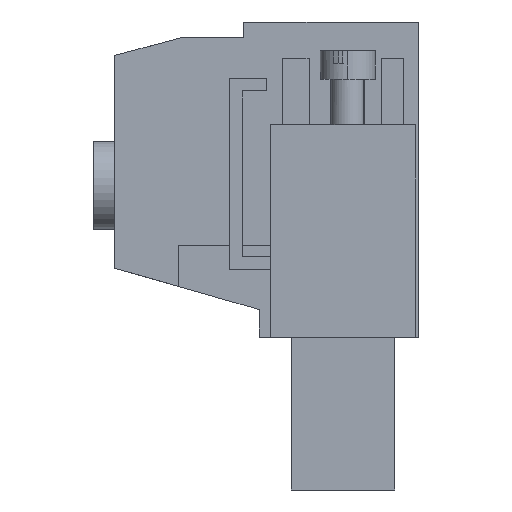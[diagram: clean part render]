
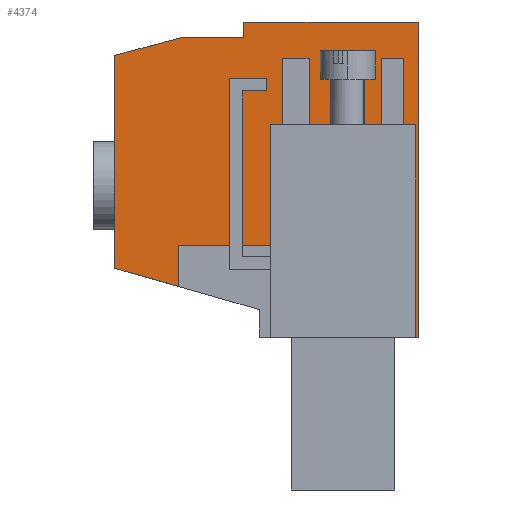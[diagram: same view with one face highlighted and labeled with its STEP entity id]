
A CAD part, left-side view. The second image highlights one B-rep face of the part: STEP entity #4374.
In plain terms, the highlighted planar face has unit normal (-1, 0, 0).
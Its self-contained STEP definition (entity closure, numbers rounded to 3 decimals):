
#4259=AXIS2_PLACEMENT_3D('Plane Axis2P3D',#4256,#4257,#4258) ;
#2061=CARTESIAN_POINT('Vertex',(10.16,0.,14.4)) ;
#2064=CARTESIAN_POINT('Line Origine',(10.16,0.15,14.4)) ;
#2068=CARTESIAN_POINT('Vertex',(10.16,0.3,14.4)) ;
#2117=CARTESIAN_POINT('Vertex',(10.16,2.8,14.4)) ;
#2120=CARTESIAN_POINT('Line Origine',(10.16,7.1,14.4)) ;
#2124=CARTESIAN_POINT('Vertex',(10.16,11.4,14.4)) ;
#3923=CARTESIAN_POINT('Vertex',(10.16,0.,44.1)) ;
#3926=CARTESIAN_POINT('Line Origine',(10.16,0.,29.25)) ;
#4256=CARTESIAN_POINT('Axis2P3D Location',(10.16,0.,0.)) ;
#4261=CARTESIAN_POINT('Line Origine',(10.16,2.8,24.4)) ;
#4265=CARTESIAN_POINT('Vertex',(10.16,2.8,34.4)) ;
#4268=CARTESIAN_POINT('Line Origine',(10.16,1.55,34.4)) ;
#4272=CARTESIAN_POINT('Vertex',(10.16,0.3,34.4)) ;
#4275=CARTESIAN_POINT('Line Origine',(10.16,0.3,24.4)) ;
#4280=CARTESIAN_POINT('Line Origine',(10.16,8.225,44.1)) ;
#4284=CARTESIAN_POINT('Vertex',(10.16,16.45,44.1)) ;
#4287=CARTESIAN_POINT('Line Origine',(10.16,16.45,43.35)) ;
#4291=CARTESIAN_POINT('Vertex',(10.16,16.45,42.6)) ;
#4294=CARTESIAN_POINT('Line Origine',(10.16,19.446,42.6)) ;
#4298=CARTESIAN_POINT('Vertex',(10.16,22.442,42.6)) ;
#4301=CARTESIAN_POINT('Line Origine',(10.16,25.521,41.775)) ;
#4305=CARTESIAN_POINT('Vertex',(10.16,28.6,40.95)) ;
#4308=CARTESIAN_POINT('Line Origine',(10.16,28.6,30.925)) ;
#4312=CARTESIAN_POINT('Vertex',(10.16,28.6,20.9)) ;
#4315=CARTESIAN_POINT('Line Origine',(10.16,25.6,20.04)) ;
#4319=CARTESIAN_POINT('Vertex',(10.16,22.6,19.18)) ;
#4322=CARTESIAN_POINT('Line Origine',(10.16,22.6,21.115)) ;
#4326=CARTESIAN_POINT('Vertex',(10.16,22.6,23.05)) ;
#4329=CARTESIAN_POINT('Line Origine',(10.16,18.25,23.05)) ;
#4333=CARTESIAN_POINT('Vertex',(10.16,13.9,23.05)) ;
#4336=CARTESIAN_POINT('Line Origine',(10.16,13.9,28.725)) ;
#4340=CARTESIAN_POINT('Vertex',(10.16,13.9,34.4)) ;
#4343=CARTESIAN_POINT('Line Origine',(10.16,12.65,34.4)) ;
#4347=CARTESIAN_POINT('Vertex',(10.16,11.4,34.4)) ;
#4350=CARTESIAN_POINT('Line Origine',(10.16,11.4,24.4)) ;
#2065=DIRECTION('Vector Direction',(0.,1.,0.)) ;
#2121=DIRECTION('Vector Direction',(0.,1.,0.)) ;
#3927=DIRECTION('Vector Direction',(0.,0.,-1.)) ;
#4257=DIRECTION('Axis2P3D Direction',(-1.,0.,0.)) ;
#4258=DIRECTION('Axis2P3D XDirection',(0.,0.,1.)) ;
#4262=DIRECTION('Vector Direction',(0.,0.,1.)) ;
#4269=DIRECTION('Vector Direction',(0.,-1.,0.)) ;
#4276=DIRECTION('Vector Direction',(0.,0.,-1.)) ;
#4281=DIRECTION('Vector Direction',(0.,-1.,0.)) ;
#4288=DIRECTION('Vector Direction',(0.,0.,1.)) ;
#4295=DIRECTION('Vector Direction',(0.,-1.,0.)) ;
#4302=DIRECTION('Vector Direction',(0.,-0.966,0.259)) ;
#4309=DIRECTION('Vector Direction',(0.,0.,1.)) ;
#4316=DIRECTION('Vector Direction',(0.,0.961,0.276)) ;
#4323=DIRECTION('Vector Direction',(0.,0.,1.)) ;
#4330=DIRECTION('Vector Direction',(0.,-1.,0.)) ;
#4337=DIRECTION('Vector Direction',(0.,0.,1.)) ;
#4344=DIRECTION('Vector Direction',(0.,-1.,0.)) ;
#4351=DIRECTION('Vector Direction',(0.,0.,1.)) ;
#2066=VECTOR('Line Direction',#2065,1.) ;
#2122=VECTOR('Line Direction',#2121,1.) ;
#3928=VECTOR('Line Direction',#3927,1.) ;
#4263=VECTOR('Line Direction',#4262,1.) ;
#4270=VECTOR('Line Direction',#4269,1.) ;
#4277=VECTOR('Line Direction',#4276,1.) ;
#4282=VECTOR('Line Direction',#4281,1.) ;
#4289=VECTOR('Line Direction',#4288,1.) ;
#4296=VECTOR('Line Direction',#4295,1.) ;
#4303=VECTOR('Line Direction',#4302,1.) ;
#4310=VECTOR('Line Direction',#4309,1.) ;
#4317=VECTOR('Line Direction',#4316,1.) ;
#4324=VECTOR('Line Direction',#4323,1.) ;
#4331=VECTOR('Line Direction',#4330,1.) ;
#4338=VECTOR('Line Direction',#4337,1.) ;
#4345=VECTOR('Line Direction',#4344,1.) ;
#4352=VECTOR('Line Direction',#4351,1.) ;
#4356=ORIENTED_EDGE('',*,*,#4267,.T.) ;
#4357=ORIENTED_EDGE('',*,*,#4274,.F.) ;
#4358=ORIENTED_EDGE('',*,*,#4279,.F.) ;
#4359=ORIENTED_EDGE('',*,*,#2070,.T.) ;
#4360=ORIENTED_EDGE('',*,*,#3930,.T.) ;
#4361=ORIENTED_EDGE('',*,*,#4286,.T.) ;
#4362=ORIENTED_EDGE('',*,*,#4293,.T.) ;
#4363=ORIENTED_EDGE('',*,*,#4300,.T.) ;
#4364=ORIENTED_EDGE('',*,*,#4307,.T.) ;
#4365=ORIENTED_EDGE('',*,*,#4314,.T.) ;
#4366=ORIENTED_EDGE('',*,*,#4321,.T.) ;
#4367=ORIENTED_EDGE('',*,*,#4328,.T.) ;
#4368=ORIENTED_EDGE('',*,*,#4335,.T.) ;
#4369=ORIENTED_EDGE('',*,*,#4342,.F.) ;
#4370=ORIENTED_EDGE('',*,*,#4349,.F.) ;
#4371=ORIENTED_EDGE('',*,*,#4354,.F.) ;
#4372=ORIENTED_EDGE('',*,*,#2126,.T.) ;
#4374=ADVANCED_FACE('HOUSING.2',(#4373),#4260,.T.) ;
#2070=EDGE_CURVE('',#2069,#2062,#2067,.F.) ;
#2126=EDGE_CURVE('',#2125,#2118,#2123,.F.) ;
#3930=EDGE_CURVE('',#2062,#3924,#3929,.F.) ;
#4267=EDGE_CURVE('',#2118,#4266,#4264,.T.) ;
#4274=EDGE_CURVE('',#4273,#4266,#4271,.F.) ;
#4279=EDGE_CURVE('',#2069,#4273,#4278,.F.) ;
#4286=EDGE_CURVE('',#3924,#4285,#4283,.F.) ;
#4293=EDGE_CURVE('',#4285,#4292,#4290,.F.) ;
#4300=EDGE_CURVE('',#4292,#4299,#4297,.F.) ;
#4307=EDGE_CURVE('',#4299,#4306,#4304,.F.) ;
#4314=EDGE_CURVE('',#4306,#4313,#4311,.F.) ;
#4321=EDGE_CURVE('',#4313,#4320,#4318,.F.) ;
#4328=EDGE_CURVE('',#4320,#4327,#4325,.T.) ;
#4335=EDGE_CURVE('',#4327,#4334,#4332,.T.) ;
#4342=EDGE_CURVE('',#4341,#4334,#4339,.F.) ;
#4349=EDGE_CURVE('',#4348,#4341,#4346,.F.) ;
#4354=EDGE_CURVE('',#2125,#4348,#4353,.T.) ;
#4355=EDGE_LOOP('',(#4356,#4357,#4358,#4359,#4360,#4361,#4362,#4363,#4364,#4365,#4366,#4367,#4368,#4369,#4370,#4371,#4372)) ;
#4373=FACE_OUTER_BOUND('',#4355,.T.) ;
#2067=LINE('Line',#2064,#2066) ;
#2123=LINE('Line',#2120,#2122) ;
#3929=LINE('Line',#3926,#3928) ;
#4264=LINE('Line',#4261,#4263) ;
#4271=LINE('Line',#4268,#4270) ;
#4278=LINE('Line',#4275,#4277) ;
#4283=LINE('Line',#4280,#4282) ;
#4290=LINE('Line',#4287,#4289) ;
#4297=LINE('Line',#4294,#4296) ;
#4304=LINE('Line',#4301,#4303) ;
#4311=LINE('Line',#4308,#4310) ;
#4318=LINE('Line',#4315,#4317) ;
#4325=LINE('Line',#4322,#4324) ;
#4332=LINE('Line',#4329,#4331) ;
#4339=LINE('Line',#4336,#4338) ;
#4346=LINE('Line',#4343,#4345) ;
#4353=LINE('Line',#4350,#4352) ;
#4260=PLANE('',#4259) ;
#2062=VERTEX_POINT('',#2061) ;
#2069=VERTEX_POINT('',#2068) ;
#2118=VERTEX_POINT('',#2117) ;
#2125=VERTEX_POINT('',#2124) ;
#3924=VERTEX_POINT('',#3923) ;
#4266=VERTEX_POINT('',#4265) ;
#4273=VERTEX_POINT('',#4272) ;
#4285=VERTEX_POINT('',#4284) ;
#4292=VERTEX_POINT('',#4291) ;
#4299=VERTEX_POINT('',#4298) ;
#4306=VERTEX_POINT('',#4305) ;
#4313=VERTEX_POINT('',#4312) ;
#4320=VERTEX_POINT('',#4319) ;
#4327=VERTEX_POINT('',#4326) ;
#4334=VERTEX_POINT('',#4333) ;
#4341=VERTEX_POINT('',#4340) ;
#4348=VERTEX_POINT('',#4347) ;
